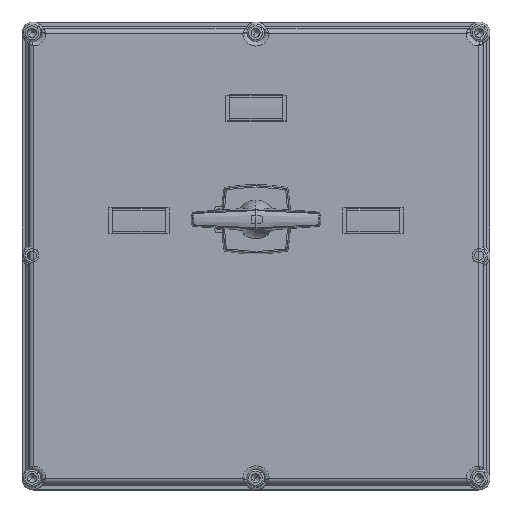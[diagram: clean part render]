
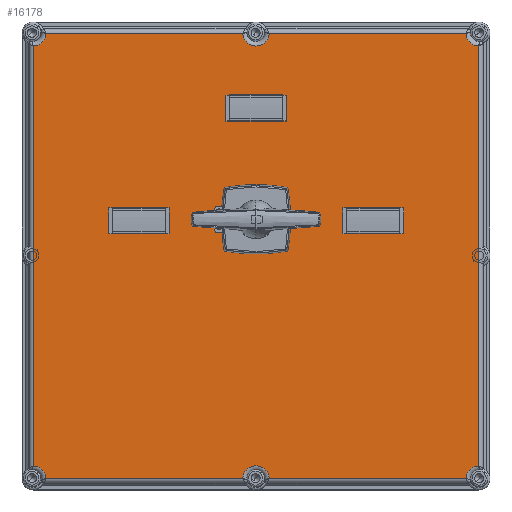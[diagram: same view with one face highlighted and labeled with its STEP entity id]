
A CAD part, top view. The second image highlights one B-rep face of the part: STEP entity #16178.
In plain terms, the highlighted face is planar.
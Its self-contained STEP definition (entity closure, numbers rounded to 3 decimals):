
#598 = EDGE_CURVE ( 'NONE', #95574, #20238, #88324, .T. ) ;
#1978 = VERTEX_POINT ( 'NONE', #91559 ) ;
#2942 = DIRECTION ( 'NONE',  ( 0., -1., 0. ) ) ;
#3790 = LINE ( 'NONE', #86682, #9454 ) ;
#3824 = DIRECTION ( 'NONE',  ( 0., 0., -1. ) ) ;
#4215 = VECTOR ( 'NONE', #38567, 1000. ) ;
#4380 = DIRECTION ( 'NONE',  ( 0., 0., -1. ) ) ;
#5899 = ORIENTED_EDGE ( 'NONE', *, *, #71786, .T. ) ;
#6280 = CIRCLE ( 'NONE', #65181, 15.25 ) ;
#7693 = CARTESIAN_POINT ( 'NONE',  ( 200.903, 194.971, -231.269 ) ) ;
#9213 = CARTESIAN_POINT ( 'NONE',  ( -313.097, 194.971, 11.014 ) ) ;
#9454 = VECTOR ( 'NONE', #4380, 1000. ) ;
#11790 = ORIENTED_EDGE ( 'NONE', *, *, #114830, .T. ) ;
#12333 = AXIS2_PLACEMENT_3D ( 'NONE', #9213, #36575, #54395 ) ;
#13375 = DIRECTION ( 'NONE',  ( 1., 0., 0. ) ) ;
#13798 = AXIS2_PLACEMENT_3D ( 'NONE', #111804, #103405, #76954 ) ;
#14213 = ORIENTED_EDGE ( 'NONE', *, *, #45178, .T. ) ;
#16178 = ADVANCED_FACE ( 'NONE', ( #88517 ), #20542, .T. ) ;
#16445 = CARTESIAN_POINT ( 'NONE',  ( -297.88, 194.971, 267.514 ) ) ;
#18897 = EDGE_CURVE ( 'NONE', #1978, #87871, #37514, .T. ) ;
#20038 = CIRCLE ( 'NONE', #32094, 15.25 ) ;
#20238 = VERTEX_POINT ( 'NONE', #50546 ) ;
#20542 = PLANE ( 'NONE',  #69191 ) ;
#20577 = CARTESIAN_POINT ( 'NONE',  ( 201.903, 194.971, 268.514 ) ) ;
#22366 = EDGE_CURVE ( 'NONE', #61795, #49408, #88861, .T. ) ;
#22446 = CARTESIAN_POINT ( 'NONE',  ( 201.903, 194.971, 11.014 ) ) ;
#25816 = ORIENTED_EDGE ( 'NONE', *, *, #51835, .T. ) ;
#28467 = AXIS2_PLACEMENT_3D ( 'NONE', #67432, #2942, #48086 ) ;
#32094 = AXIS2_PLACEMENT_3D ( 'NONE', #22446, #32309, #3824 ) ;
#32309 = DIRECTION ( 'NONE',  ( 0., -1., 0. ) ) ;
#33163 = CARTESIAN_POINT ( 'NONE',  ( 189.242, 194.971, 267.514 ) ) ;
#33350 = EDGE_CURVE ( 'NONE', #87871, #95574, #96150, .T. ) ;
#33893 = EDGE_CURVE ( 'NONE', #54535, #1978, #84750, .T. ) ;
#35986 = CARTESIAN_POINT ( 'NONE',  ( 186.686, 194.971, -245.486 ) ) ;
#36575 = DIRECTION ( 'NONE',  ( 0., -1., 0. ) ) ;
#37004 = ORIENTED_EDGE ( 'NONE', *, *, #43277, .T. ) ;
#37514 = CIRCLE ( 'NONE', #28467, 15.25 ) ;
#38567 = DIRECTION ( 'NONE',  ( 0., 0., 1. ) ) ;
#39041 = DIRECTION ( 'NONE',  ( 0., 0., 1. ) ) ;
#39455 = LINE ( 'NONE', #111799, #45146 ) ;
#41681 = VERTEX_POINT ( 'NONE', #109858 ) ;
#42314 = EDGE_CURVE ( 'NONE', #81494, #46369, #3790, .T. ) ;
#43277 = EDGE_CURVE ( 'NONE', #50603, #54535, #113972, .T. ) ;
#45146 = VECTOR ( 'NONE', #39041, 1000. ) ;
#45178 = EDGE_CURVE ( 'NONE', #49408, #81494, #69606, .T. ) ;
#46321 = DIRECTION ( 'NONE',  ( 0., 0., -1. ) ) ;
#46365 = DIRECTION ( 'NONE',  ( -1., 0., 0. ) ) ;
#46369 = VERTEX_POINT ( 'NONE', #61871 ) ;
#47265 = CARTESIAN_POINT ( 'NONE',  ( 200.903, 194.971, -233.825 ) ) ;
#48086 = DIRECTION ( 'NONE',  ( 0., 0., -1. ) ) ;
#48588 = DIRECTION ( 'NONE',  ( 0., 1., 0. ) ) ;
#49408 = VERTEX_POINT ( 'NONE', #76657 ) ;
#50546 = CARTESIAN_POINT ( 'NONE',  ( -312.097, 194.971, 26.231 ) ) ;
#50603 = VERTEX_POINT ( 'NONE', #7693 ) ;
#51835 = EDGE_CURVE ( 'NONE', #20238, #99612, #39455, .T. ) ;
#54395 = DIRECTION ( 'NONE',  ( 0., 0., -1. ) ) ;
#54535 = VERTEX_POINT ( 'NONE', #35986 ) ;
#55121 = EDGE_CURVE ( 'NONE', #41681, #50603, #117407, .T. ) ;
#57928 = VECTOR ( 'NONE', #46365, 1000. ) ;
#59045 = CARTESIAN_POINT ( 'NONE',  ( -312.097, 194.971, -231.269 ) ) ;
#60943 = ORIENTED_EDGE ( 'NONE', *, *, #33893, .T. ) ;
#61795 = VERTEX_POINT ( 'NONE', #16445 ) ;
#61871 = CARTESIAN_POINT ( 'NONE',  ( 200.903, 194.971, 26.231 ) ) ;
#64839 = VECTOR ( 'NONE', #13375, 1000. ) ;
#64896 = DIRECTION ( 'NONE',  ( 0., -1., 0. ) ) ;
#65181 = AXIS2_PLACEMENT_3D ( 'NONE', #109234, #71665, #91043 ) ;
#67432 = CARTESIAN_POINT ( 'NONE',  ( -313.097, 194.971, -246.486 ) ) ;
#69191 = AXIS2_PLACEMENT_3D ( 'NONE', #102755, #48588, #101585 ) ;
#69606 = CIRCLE ( 'NONE', #97645, 15.25 ) ;
#71665 = DIRECTION ( 'NONE',  ( 0., -1., 0. ) ) ;
#71786 = EDGE_CURVE ( 'NONE', #46369, #41681, #20038, .T. ) ;
#71952 = ORIENTED_EDGE ( 'NONE', *, *, #22366, .T. ) ;
#75327 = CARTESIAN_POINT ( 'NONE',  ( -312.097, 194.971, -1.648 ) ) ;
#76657 = CARTESIAN_POINT ( 'NONE',  ( 186.686, 194.971, 267.514 ) ) ;
#76954 = DIRECTION ( 'NONE',  ( 0., 0., -1. ) ) ;
#78026 = CARTESIAN_POINT ( 'NONE',  ( -312.097, 194.971, -4.203 ) ) ;
#81494 = VERTEX_POINT ( 'NONE', #98278 ) ;
#84750 = LINE ( 'NONE', #91441, #57928 ) ;
#86682 = CARTESIAN_POINT ( 'NONE',  ( 200.903, 194.971, 23.675 ) ) ;
#87871 = VERTEX_POINT ( 'NONE', #59045 ) ;
#88274 = EDGE_LOOP ( 'NONE', ( #90908, #37004, #60943, #91439, #93647, #91682, #25816, #11790, #71952, #14213, #98732, #5899 ) ) ;
#88324 = CIRCLE ( 'NONE', #12333, 15.25 ) ;
#88517 = FACE_OUTER_BOUND ( 'NONE', #88274, .T. ) ;
#88861 = LINE ( 'NONE', #33163, #64839 ) ;
#90908 = ORIENTED_EDGE ( 'NONE', *, *, #55121, .T. ) ;
#91043 = DIRECTION ( 'NONE',  ( 0., 0., -1. ) ) ;
#91439 = ORIENTED_EDGE ( 'NONE', *, *, #18897, .T. ) ;
#91441 = CARTESIAN_POINT ( 'NONE',  ( -300.435, 194.971, -245.486 ) ) ;
#91559 = CARTESIAN_POINT ( 'NONE',  ( -297.88, 194.971, -245.486 ) ) ;
#91682 = ORIENTED_EDGE ( 'NONE', *, *, #598, .T. ) ;
#93266 = VECTOR ( 'NONE', #102596, 1000. ) ;
#93647 = ORIENTED_EDGE ( 'NONE', *, *, #33350, .T. ) ;
#93673 = CARTESIAN_POINT ( 'NONE',  ( -312.097, 194.971, 253.297 ) ) ;
#95574 = VERTEX_POINT ( 'NONE', #78026 ) ;
#96150 = LINE ( 'NONE', #75327, #4215 ) ;
#97645 = AXIS2_PLACEMENT_3D ( 'NONE', #20577, #64896, #46321 ) ;
#98278 = CARTESIAN_POINT ( 'NONE',  ( 200.903, 194.971, 253.297 ) ) ;
#98732 = ORIENTED_EDGE ( 'NONE', *, *, #42314, .T. ) ;
#99612 = VERTEX_POINT ( 'NONE', #93673 ) ;
#101585 = DIRECTION ( 'NONE',  ( 0., 0., -1. ) ) ;
#102596 = DIRECTION ( 'NONE',  ( 0., 0., -1. ) ) ;
#102755 = CARTESIAN_POINT ( 'NONE',  ( 189.242, 194.971, -247.986 ) ) ;
#103405 = DIRECTION ( 'NONE',  ( 0., -1., 0. ) ) ;
#109234 = CARTESIAN_POINT ( 'NONE',  ( -313.097, 194.971, 268.514 ) ) ;
#109858 = CARTESIAN_POINT ( 'NONE',  ( 200.903, 194.971, -4.203 ) ) ;
#111799 = CARTESIAN_POINT ( 'NONE',  ( -312.097, 194.971, 255.852 ) ) ;
#111804 = CARTESIAN_POINT ( 'NONE',  ( 201.903, 194.971, -246.486 ) ) ;
#113972 = CIRCLE ( 'NONE', #13798, 15.25 ) ;
#114830 = EDGE_CURVE ( 'NONE', #99612, #61795, #6280, .T. ) ;
#117407 = LINE ( 'NONE', #47265, #93266 ) ;
